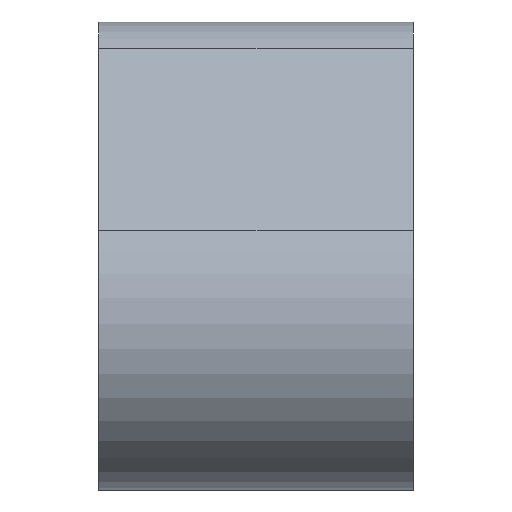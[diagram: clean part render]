
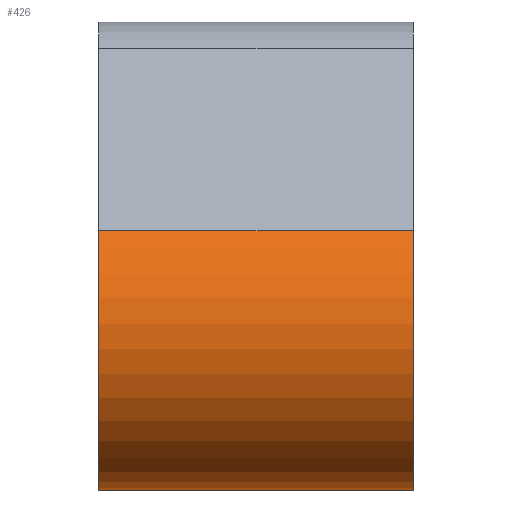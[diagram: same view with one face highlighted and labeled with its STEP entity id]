
A CAD part, left-side view. The second image highlights one B-rep face of the part: STEP entity #426.
In plain terms, the highlighted cylindrical face has radius 0.509 mm (diameter 1.018 mm), a partial arc.
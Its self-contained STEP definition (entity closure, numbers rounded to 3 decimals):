
#15=CIRCLE('',#464,0.509);
#16=CIRCLE('',#465,0.509);
#31=CYLINDRICAL_SURFACE('',#463,0.509);
#40=FACE_OUTER_BOUND('',#63,.T.);
#63=EDGE_LOOP('',(#288,#289,#290,#291));
#86=LINE('',#634,#133);
#89=LINE('',#642,#136);
#133=VECTOR('',#506,10.);
#136=VECTOR('',#513,10.);
#180=VERTEX_POINT('',#631);
#181=VERTEX_POINT('',#633);
#183=VERTEX_POINT('',#639);
#184=VERTEX_POINT('',#641);
#222=EDGE_CURVE('',#180,#181,#86,.T.);
#225=EDGE_CURVE('',#183,#180,#15,.T.);
#226=EDGE_CURVE('',#183,#184,#89,.T.);
#227=EDGE_CURVE('',#184,#181,#16,.T.);
#288=ORIENTED_EDGE('',*,*,#225,.F.);
#289=ORIENTED_EDGE('',*,*,#226,.T.);
#290=ORIENTED_EDGE('',*,*,#227,.T.);
#291=ORIENTED_EDGE('',*,*,#222,.F.);
#426=ADVANCED_FACE('',(#40),#31,.T.);
#463=AXIS2_PLACEMENT_3D('',#638,#509,#510);
#464=AXIS2_PLACEMENT_3D('',#640,#511,#512);
#465=AXIS2_PLACEMENT_3D('',#643,#514,#515);
#506=DIRECTION('',(0.,-1.,0.));
#509=DIRECTION('center_axis',(0.,1.,0.));
#510=DIRECTION('ref_axis',(0.,0.,-1.));
#511=DIRECTION('center_axis',(0.,1.,0.));
#512=DIRECTION('ref_axis',(0.,0.,-1.));
#513=DIRECTION('',(0.,-1.,0.));
#514=DIRECTION('center_axis',(0.,1.,0.));
#515=DIRECTION('ref_axis',(0.,0.,-1.));
#631=CARTESIAN_POINT('',(-1.211,0.,0.842));
#633=CARTESIAN_POINT('',(-1.211,-1.02,0.842));
#634=CARTESIAN_POINT('',(-1.211,0.,0.842));
#638=CARTESIAN_POINT('Origin',(-0.826,0.,0.509));
#639=CARTESIAN_POINT('',(-0.826,0.,0.));
#640=CARTESIAN_POINT('Origin',(-0.826,0.,0.509));
#641=CARTESIAN_POINT('',(-0.826,-1.02,0.));
#642=CARTESIAN_POINT('',(-0.826,0.,0.));
#643=CARTESIAN_POINT('Origin',(-0.826,-1.02,0.509));
